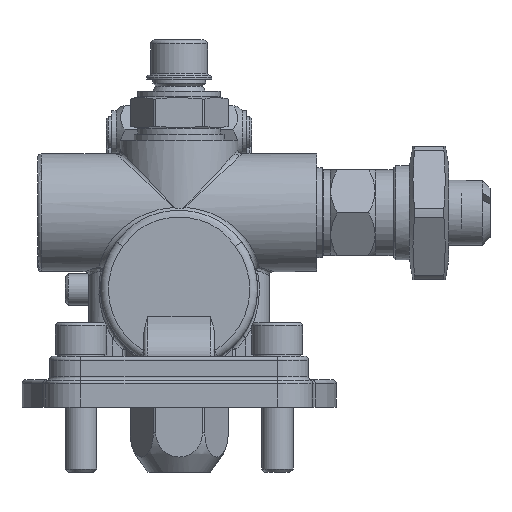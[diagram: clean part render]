
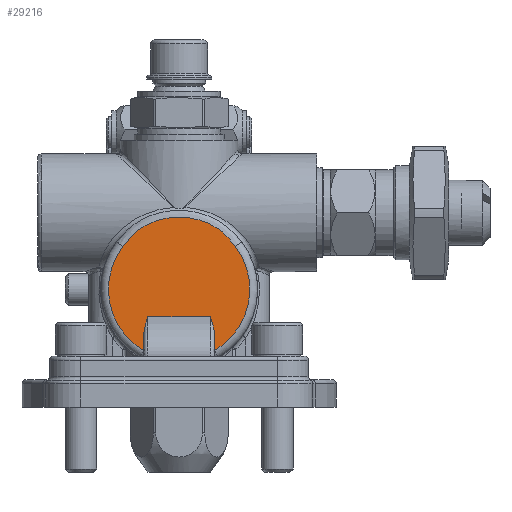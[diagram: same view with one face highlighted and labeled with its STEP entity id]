
A CAD part, left-side view. The second image highlights one B-rep face of the part: STEP entity #29216.
In plain terms, the highlighted planar face has unit normal (-1, 0, 0).
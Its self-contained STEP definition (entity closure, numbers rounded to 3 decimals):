
#24127=CARTESIAN_POINT('',(-25.5,-14.312,39.917));
#24128=VERTEX_POINT('',#24127);
#24136=CARTESIAN_POINT('',(-25.5,-9.,13.412));
#24137=VERTEX_POINT('',#24136);
#24138=CARTESIAN_POINT('',(-25.5,0.,29.));
#24139=DIRECTION('',(1.0,0.0,0.0));
#24140=DIRECTION('',(0.0,0.0,1.0));
#24141=AXIS2_PLACEMENT_3D('',#24138,#24139,#24140);
#24142=CIRCLE('',#24141,18.0);
#24143=EDGE_CURVE('',#24128,#24137,#24142,.T.);
#24222=CARTESIAN_POINT('',(-25.5,14.312,39.917));
#24223=VERTEX_POINT('',#24222);
#24231=CARTESIAN_POINT('',(-25.5,14.312,39.917));
#24232=CARTESIAN_POINT('',(-25.5,13.827,40.552));
#24233=CARTESIAN_POINT('',(-25.5,12.849,41.819));
#24234=CARTESIAN_POINT('',(-25.5,10.602,44.118));
#24235=CARTESIAN_POINT('',(-25.5,7.143,46.227));
#24236=CARTESIAN_POINT('',(-25.5,0.841,47.796));
#24237=CARTESIAN_POINT('',(-25.5,-5.727,47.051));
#24238=CARTESIAN_POINT('',(-25.5,-10.598,44.13));
#24239=CARTESIAN_POINT('',(-25.5,-12.839,41.827));
#24240=CARTESIAN_POINT('',(-25.5,-13.827,40.552));
#24241=CARTESIAN_POINT('',(-25.5,-14.312,39.917));
#24242=B_SPLINE_CURVE_WITH_KNOTS('',3,(#24231,#24232,#24233,#24234,#24235,#24236,#24237,#24238,#24239,#24240,#24241),.UNSPECIFIED.,.F.,.U.,(4,1,1,1,1,1,1,1,4),(0.,0.24,0.48,0.959,1.439,2.398,2.878,3.117,3.357),.UNSPECIFIED.);
#24243=EDGE_CURVE('',#24223,#24128,#24242,.T.);
#24278=CARTESIAN_POINT('',(-25.5,9.,13.412));
#24279=VERTEX_POINT('',#24278);
#24287=CARTESIAN_POINT('',(-25.5,0.,29.));
#24288=DIRECTION('',(1.0,0.0,0.0));
#24289=DIRECTION('',(0.0,0.0,1.0));
#24290=AXIS2_PLACEMENT_3D('',#24287,#24288,#24289);
#24291=CIRCLE('',#24290,18.0);
#24292=EDGE_CURVE('',#24279,#24223,#24291,.T.);
#27128=CARTESIAN_POINT('',(-25.5,-9.,17.417));
#27129=VERTEX_POINT('',#27128);
#27130=CARTESIAN_POINT('',(-25.5,-9.,17.417));
#27131=DIRECTION('',(0.0,0.0,-1.0));
#27132=VECTOR('',#27131,4.006);
#27133=LINE('',#27130,#27132);
#27134=EDGE_CURVE('',#27129,#24137,#27133,.T.);
#28243=CARTESIAN_POINT('',(-25.5,9.,17.417));
#28244=VERTEX_POINT('',#28243);
#28252=CARTESIAN_POINT('',(-25.5,9.,13.412));
#28253=DIRECTION('',(0.0,0.0,1.0));
#28254=VECTOR('',#28253,4.006);
#28255=LINE('',#28252,#28254);
#28256=EDGE_CURVE('',#24279,#28244,#28255,.T.);
#28657=CARTESIAN_POINT('',(-25.5,-8.,22.0));
#28658=VERTEX_POINT('',#28657);
#28659=CARTESIAN_POINT('',(-25.5,-8.,22.0));
#28660=CARTESIAN_POINT('',(-25.5,-8.447,20.588));
#28661=CARTESIAN_POINT('',(-25.5,-9.,18.899));
#28662=CARTESIAN_POINT('',(-25.5,-9.,17.417));
#28663=B_SPLINE_CURVE_WITH_KNOTS('',3,(#28659,#28660,#28661,#28662),.UNSPECIFIED.,.F.,.U.,(4,4),(0.0,0.444),.UNSPECIFIED.);
#28664=EDGE_CURVE('',#27129,#28658,#28663,.F.);
#28719=CARTESIAN_POINT('',(-25.5,8.,22.0));
#28720=VERTEX_POINT('',#28719);
#28721=CARTESIAN_POINT('',(-25.5,9.,17.417));
#28722=CARTESIAN_POINT('',(-25.5,9.,18.899));
#28723=CARTESIAN_POINT('',(-25.5,8.447,20.588));
#28724=CARTESIAN_POINT('',(-25.5,8.,22.0));
#28725=B_SPLINE_CURVE_WITH_KNOTS('',3,(#28721,#28722,#28723,#28724),.UNSPECIFIED.,.F.,.U.,(4,4),(0.913,1.357),.UNSPECIFIED.);
#28726=EDGE_CURVE('',#28720,#28244,#28725,.F.);
#29125=CARTESIAN_POINT('',(-25.5,-8.,22.0));
#29126=DIRECTION('',(0.0,1.0,0.0));
#29127=VECTOR('',#29126,16.);
#29128=LINE('',#29125,#29127);
#29129=EDGE_CURVE('',#28658,#28720,#29128,.T.);
#29201=CARTESIAN_POINT('',(-25.5,0.,29.));
#29202=DIRECTION('',(-1.0,0.0,0.0));
#29203=DIRECTION('',(0.0,0.0,1.0));
#29204=AXIS2_PLACEMENT_3D('',#29201,#29202,#29203);
#29205=PLANE('',#29204);
#29206=ORIENTED_EDGE('',*,*,#24292,.F.);
#29207=ORIENTED_EDGE('',*,*,#28256,.T.);
#29208=ORIENTED_EDGE('',*,*,#28726,.F.);
#29209=ORIENTED_EDGE('',*,*,#29129,.F.);
#29210=ORIENTED_EDGE('',*,*,#28664,.F.);
#29211=ORIENTED_EDGE('',*,*,#27134,.T.);
#29212=ORIENTED_EDGE('',*,*,#24143,.F.);
#29213=ORIENTED_EDGE('',*,*,#24243,.F.);
#29214=EDGE_LOOP('',(#29206,#29207,#29208,#29209,#29210,#29211,#29212,#29213));
#29215=FACE_OUTER_BOUND('',#29214,.T.);
#29216=ADVANCED_FACE('',(#29215),#29205,.T.);
